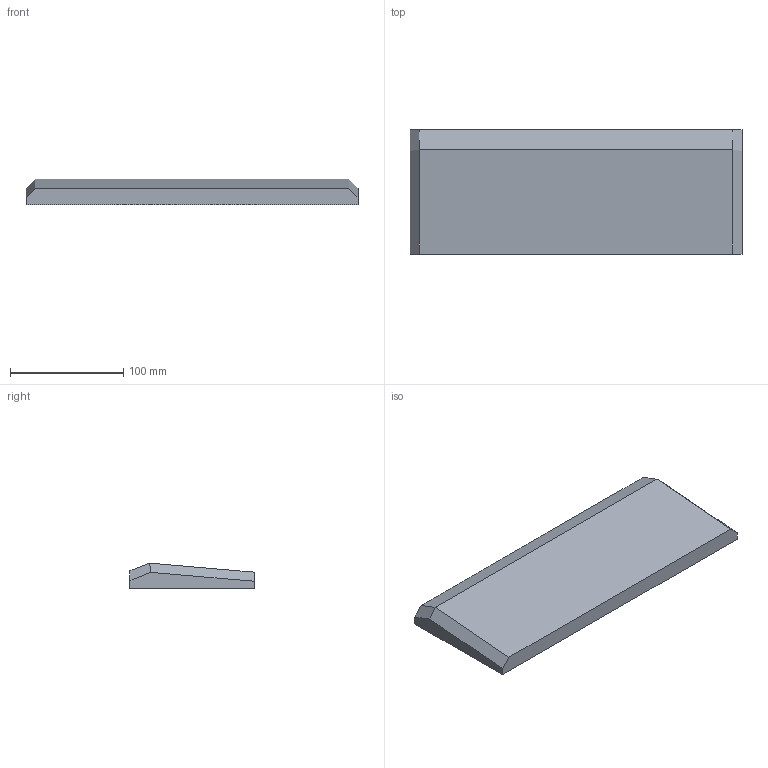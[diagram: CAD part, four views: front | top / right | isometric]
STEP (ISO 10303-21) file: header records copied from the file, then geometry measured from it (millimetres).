
FILE_DESCRIPTION(/* description */ (''),/* implementation_level */ '2;1');
FILE_NAME(/* name */ 'Fit_test.step',/* time_stamp */ '2022-11-13T00:20:16-05:00',/* author */ (''),/* organization */ (''),/* preprocessor_version */ 'ST-DEVELOPER v19.2',/* originating_system */ 'Autodesk Translation Framework v11.17.0.187',/* authorisation */ '');
FILE_SCHEMA (('AUTOMOTIVE_DESIGN { 1 0 10303 214 3 1 1 }'));
Length unit declared in the file: millimetre
Products named in the file (4): g; SM_TOP; Component1; Component1_1
Assembly tree (3 placements, depth 3):
  g
    SM_TOP
      Component1
    Component1_1
Bounding box: 292.75 x 109.44 x 22.69 mm (x, y, z)
Volume: 106696.3 mm3; surface area: 137268.4 mm2
Topology: 2 solids, 2 shells, 372 faces, 1066 edges, 704 vertices
Faces by surface type: plane 363, cylinder 9
Entity records: 12265 total; most frequent: CARTESIAN_POINT 2149, ORIENTED_EDGE 2132, DIRECTION 1842, EDGE_CURVE 1066, LINE 1048, VECTOR 1048, VERTEX_POINT 704, EDGE_LOOP 514
